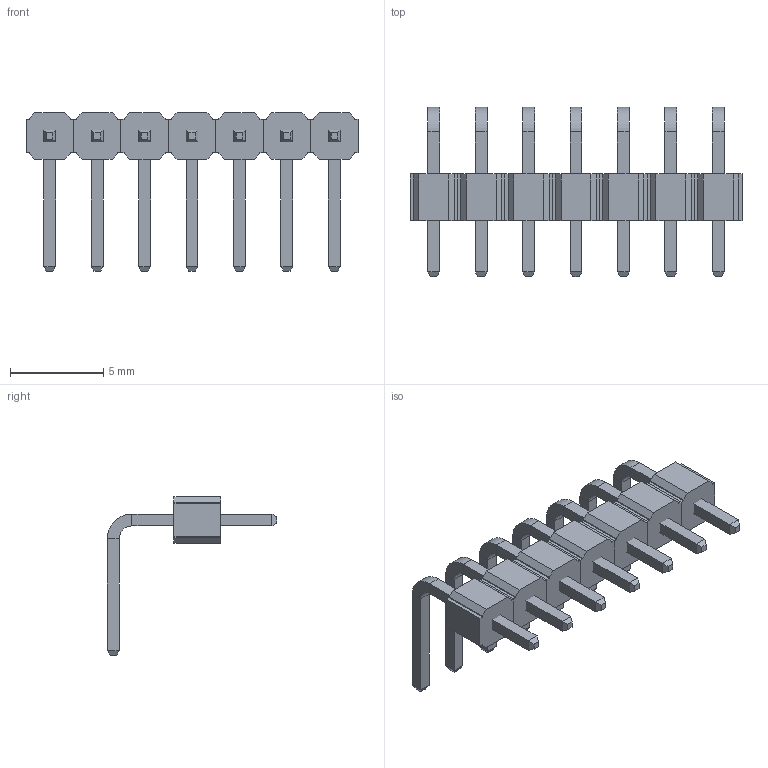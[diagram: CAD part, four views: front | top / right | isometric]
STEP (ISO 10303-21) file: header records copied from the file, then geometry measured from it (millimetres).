
FILE_DESCRIPTION (( 'STEP AP214' ), '1' );
FILE_NAME ('DS1022-1x7RUF11.STEP', '2017-09-26T13:02:42', ( '' ), ( '' ), 'SwSTEP 2.0', 'SolidWorks 2016', '' );
FILE_SCHEMA (( 'AUTOMOTIVE_DESIGN' ));
Length unit declared in the file: millimetre
Products named in the file (2): DS1022-1x7RUF11
Bounding box: 17.78 x 9.07 x 8.5 mm (x, y, z)
Volume: 147.9 mm3; surface area: 526.7 mm2
Topology: 14 solids, 14 shells, 280 faces, 644 edges, 392 vertices
Faces by surface type: plane 266, cylinder 14
Entity records: 10426 total; most frequent: CARTESIAN_POINT 1318, ORIENTED_EDGE 1288, DIRECTION 1236, EDGE_CURVE 644, VECTOR 616, LINE 616, VERTEX_POINT 392, AXIS2_PLACEMENT_3D 310
